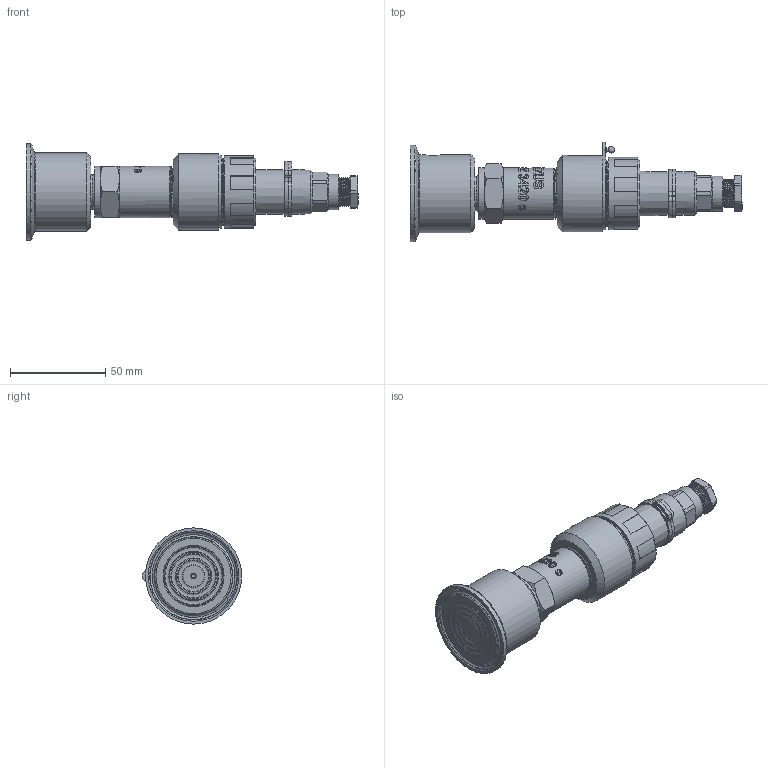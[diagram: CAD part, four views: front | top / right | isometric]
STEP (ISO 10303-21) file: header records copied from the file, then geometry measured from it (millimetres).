
FILE_DESCRIPTION(/* description */ (''),/* implementation_level */ '2;1');
FILE_NAME(/* name */ 'APZ3420s_ClampDN1-1''2_6.step',/* time_stamp */ '2021-07-08T14:20:53+03:00',/* author */ (''),/* organization */ (''),/* preprocessor_version */ 'ST-DEVELOPER v18.1',/* originating_system */ 'Autodesk Translation Framework v10.9.0.1377',/* authorisation */ '');
FILE_SCHEMA (('AUTOMOTIVE_DESIGN { 1 0 10303 214 3 1 1 }'));
Products named in the file (10): АПЗ 3420S заполненная; Buccaneer assembly; Bucaneer male v11; px0735-p; px0735-p_1; Bucaneer female v5; px0736-s; px0736-s_2; G1\2EN; Clamp DN1-1'2 diaphragm 32 v9
Assembly tree (8 placements, depth 5):
  АПЗ 3420S заполненная
    Buccaneer assembly
      Bucaneer male v11
        px0735-p
          px0735-p_1
      Bucaneer female v5
        px0736-s
          px0736-s_2
    G1\2EN
  Clamp DN1-1'2 diaphragm 32 v9
Bounding box: 174.26 x 52.14 x 50.5 mm (x, y, z)
Volume: 120206.8 mm3; surface area: 60136 mm2
Topology: 15 solids, 19 shells, 1775 faces, 4852 edges, 3189 vertices
Faces by surface type: plane 1035, bspline 317, cylinder 251, cone 130, torus 30, sphere 12
Full cylindrical faces by diameter (mm): 2 x1, 2.03 x1, 2.413 x4, 2.439 x6, 2.459 x2, 2.464 x2, 2.87 x4, 3 x5, 3.3 x1, 3.302 x6, 3.734 x2, 4.1 x6, 4.19 x2, 4.47 x2, 5 x1, 6 x3, 8.255 x1, 9.53 x2, 11.938 x1, 12.09 x1, 13.716 x1, 13.741 x5, 14.021 x1, 14.884 x6, 15.062 x9, 16.61 x1, 16.7 x1, 17 x1, 17.5 x1, 18 x2
Entity records: 97710 total; most frequent: CARTESIAN_POINT 54836, ORIENTED_EDGE 9678, DIRECTION 7468, EDGE_CURVE 4839, VERTEX_POINT 3189, LINE 3024, VECTOR 3024, AXIS2_PLACEMENT_3D 2222
